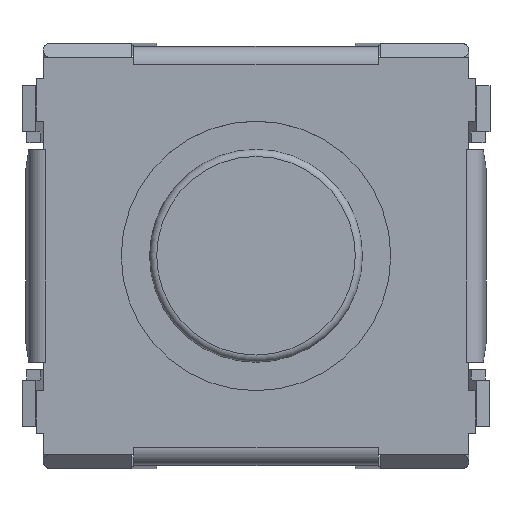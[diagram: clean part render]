
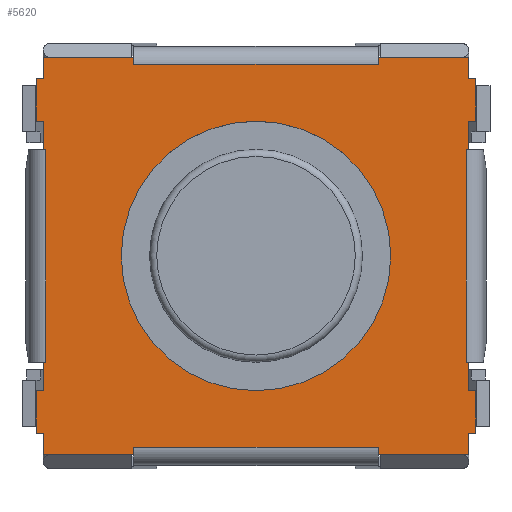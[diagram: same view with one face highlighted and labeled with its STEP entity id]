
A CAD part, top view. The second image highlights one B-rep face of the part: STEP entity #5620.
In plain terms, the highlighted face is planar.
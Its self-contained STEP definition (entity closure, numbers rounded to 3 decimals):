
#400=LINE('',#8554,#1053);
#404=LINE('',#8562,#1057);
#409=LINE('',#8573,#1062);
#413=LINE('',#8581,#1066);
#418=LINE('',#8592,#1071);
#422=LINE('',#8600,#1075);
#427=LINE('',#8609,#1080);
#431=LINE('',#8618,#1084);
#436=LINE('',#8626,#1089);
#440=LINE('',#8635,#1093);
#445=LINE('',#8648,#1098);
#447=LINE('',#8652,#1100);
#455=LINE('',#8675,#1108);
#456=LINE('',#8678,#1109);
#464=LINE('',#8712,#1117);
#465=LINE('',#8716,#1118);
#481=LINE('',#8743,#1134);
#482=LINE('',#8746,#1135);
#485=LINE('',#8751,#1138);
#486=LINE('',#8755,#1139);
#494=LINE('',#8783,#1147);
#495=LINE('',#8787,#1148);
#503=LINE('',#8818,#1156);
#504=LINE('',#8822,#1157);
#507=LINE('',#8827,#1160);
#508=LINE('',#8830,#1161);
#511=LINE('',#8835,#1164);
#512=LINE('',#8838,#1165);
#543=LINE('',#8925,#1196);
#544=LINE('',#8927,#1197);
#577=LINE('',#9015,#1230);
#578=LINE('',#9017,#1231);
#611=LINE('',#9095,#1264);
#612=LINE('',#9097,#1265);
#613=LINE('',#9099,#1266);
#614=LINE('',#9101,#1267);
#1053=VECTOR('',#6951,0.3);
#1057=VECTOR('',#6957,0.4);
#1062=VECTOR('',#6964,0.3);
#1066=VECTOR('',#6970,1.275);
#1071=VECTOR('',#6977,0.3);
#1075=VECTOR('',#6983,0.4);
#1080=VECTOR('',#6990,0.3);
#1084=VECTOR('',#6996,0.4);
#1089=VECTOR('',#7003,1.275);
#1093=VECTOR('',#7009,0.4);
#1098=VECTOR('',#7022,1.275);
#1100=VECTOR('',#7026,1.275);
#1108=VECTOR('',#7046,0.098);
#1109=VECTOR('',#7049,0.098);
#1117=VECTOR('',#7083,0.036);
#1118=VECTOR('',#7088,0.1);
#1134=VECTOR('',#7108,0.1);
#1135=VECTOR('',#7111,0.1);
#1138=VECTOR('',#7116,0.1);
#1139=VECTOR('',#7121,0.036);
#1147=VECTOR('',#7149,0.098);
#1148=VECTOR('',#7154,0.098);
#1156=VECTOR('',#7184,0.036);
#1157=VECTOR('',#7189,0.1);
#1160=VECTOR('',#7194,0.1);
#1161=VECTOR('',#7197,0.1);
#1164=VECTOR('',#7202,0.1);
#1165=VECTOR('',#7205,0.036);
#1196=VECTOR('',#7278,0.6);
#1197=VECTOR('',#7281,0.6);
#1230=VECTOR('',#7352,0.6);
#1231=VECTOR('',#7355,0.6);
#1264=VECTOR('',#7434,3.);
#1265=VECTOR('',#7437,3.45);
#1266=VECTOR('',#7440,3.);
#1267=VECTOR('',#7443,3.45);
#1620=PLANE('',#6069);
#1691=FACE_BOUND('',#2274,.T.);
#1940=FACE_OUTER_BOUND('',#2273,.T.);
#2273=EDGE_LOOP('',(#4980,#4981,#4982,#4983,#4984,#4985,#4986,#4987,#4988,
#4989,#4990,#4991,#4992,#4993,#4994,#4995,#4996,#4997,#4998,#4999,#5000,
#5001,#5002,#5003,#5004,#5005,#5006,#5007,#5008,#5009,#5010,#5011,#5012,
#5013,#5014,#5015));
#2274=EDGE_LOOP('',(#5016));
#2386=CIRCLE('',#5942,1.9);
#2710=VERTEX_POINT('',#8551);
#2711=VERTEX_POINT('',#8553);
#2713=VERTEX_POINT('',#8559);
#2714=VERTEX_POINT('',#8561);
#2718=VERTEX_POINT('',#8570);
#2719=VERTEX_POINT('',#8572);
#2721=VERTEX_POINT('',#8578);
#2722=VERTEX_POINT('',#8580);
#2726=VERTEX_POINT('',#8589);
#2727=VERTEX_POINT('',#8591);
#2729=VERTEX_POINT('',#8597);
#2730=VERTEX_POINT('',#8599);
#2733=VERTEX_POINT('',#8607);
#2736=VERTEX_POINT('',#8615);
#2737=VERTEX_POINT('',#8617);
#2739=VERTEX_POINT('',#8624);
#2742=VERTEX_POINT('',#8632);
#2743=VERTEX_POINT('',#8634);
#2745=VERTEX_POINT('',#8640);
#2747=VERTEX_POINT('',#8646);
#2748=VERTEX_POINT('',#8651);
#2757=VERTEX_POINT('',#8673);
#2758=VERTEX_POINT('',#8677);
#2771=VERTEX_POINT('',#8711);
#2772=VERTEX_POINT('',#8715);
#2781=VERTEX_POINT('',#8741);
#2782=VERTEX_POINT('',#8745);
#2783=VERTEX_POINT('',#8749);
#2784=VERTEX_POINT('',#8753);
#2794=VERTEX_POINT('',#8781);
#2795=VERTEX_POINT('',#8785);
#2807=VERTEX_POINT('',#8817);
#2808=VERTEX_POINT('',#8821);
#2809=VERTEX_POINT('',#8825);
#2810=VERTEX_POINT('',#8829);
#2811=VERTEX_POINT('',#8833);
#2812=VERTEX_POINT('',#8837);
#3352=EDGE_CURVE('',#2711,#2710,#400,.T.);
#3356=EDGE_CURVE('',#2714,#2713,#404,.T.);
#3361=EDGE_CURVE('',#2719,#2718,#409,.T.);
#3365=EDGE_CURVE('',#2722,#2721,#413,.T.);
#3370=EDGE_CURVE('',#2727,#2726,#418,.T.);
#3374=EDGE_CURVE('',#2730,#2729,#422,.T.);
#3379=EDGE_CURVE('',#2721,#2733,#427,.T.);
#3383=EDGE_CURVE('',#2737,#2736,#431,.T.);
#3388=EDGE_CURVE('',#2710,#2739,#436,.T.);
#3392=EDGE_CURVE('',#2743,#2742,#440,.T.);
#3395=EDGE_CURVE('',#2745,#2745,#2386,.T.);
#3399=EDGE_CURVE('',#2726,#2747,#445,.T.);
#3401=EDGE_CURVE('',#2748,#2719,#447,.T.);
#3413=EDGE_CURVE('',#2747,#2757,#455,.T.);
#3414=EDGE_CURVE('',#2758,#2748,#456,.T.);
#3431=EDGE_CURVE('',#2736,#2771,#464,.T.);
#3433=EDGE_CURVE('',#2772,#2737,#465,.T.);
#3449=EDGE_CURVE('',#2718,#2781,#481,.T.);
#3450=EDGE_CURVE('',#2782,#2711,#482,.T.);
#3453=EDGE_CURVE('',#2713,#2783,#485,.T.);
#3455=EDGE_CURVE('',#2784,#2714,#486,.T.);
#3469=EDGE_CURVE('',#2739,#2794,#494,.T.);
#3471=EDGE_CURVE('',#2795,#2722,#495,.T.);
#3486=EDGE_CURVE('',#2742,#2807,#503,.T.);
#3488=EDGE_CURVE('',#2808,#2743,#504,.T.);
#3491=EDGE_CURVE('',#2733,#2809,#507,.T.);
#3492=EDGE_CURVE('',#2810,#2727,#508,.T.);
#3495=EDGE_CURVE('',#2729,#2811,#511,.T.);
#3496=EDGE_CURVE('',#2812,#2730,#512,.T.);
#3537=EDGE_CURVE('',#2781,#2772,#543,.T.);
#3538=EDGE_CURVE('',#2783,#2782,#544,.T.);
#3579=EDGE_CURVE('',#2809,#2808,#577,.T.);
#3580=EDGE_CURVE('',#2811,#2810,#578,.T.);
#3621=EDGE_CURVE('',#2784,#2771,#611,.T.);
#3622=EDGE_CURVE('',#2795,#2794,#612,.T.);
#3623=EDGE_CURVE('',#2812,#2807,#613,.T.);
#3624=EDGE_CURVE('',#2757,#2758,#614,.T.);
#4980=ORIENTED_EDGE('',*,*,#3492,.T.);
#4981=ORIENTED_EDGE('',*,*,#3370,.T.);
#4982=ORIENTED_EDGE('',*,*,#3399,.T.);
#4983=ORIENTED_EDGE('',*,*,#3413,.T.);
#4984=ORIENTED_EDGE('',*,*,#3624,.T.);
#4985=ORIENTED_EDGE('',*,*,#3414,.T.);
#4986=ORIENTED_EDGE('',*,*,#3401,.T.);
#4987=ORIENTED_EDGE('',*,*,#3361,.T.);
#4988=ORIENTED_EDGE('',*,*,#3449,.T.);
#4989=ORIENTED_EDGE('',*,*,#3537,.T.);
#4990=ORIENTED_EDGE('',*,*,#3433,.T.);
#4991=ORIENTED_EDGE('',*,*,#3383,.T.);
#4992=ORIENTED_EDGE('',*,*,#3431,.T.);
#4993=ORIENTED_EDGE('',*,*,#3621,.F.);
#4994=ORIENTED_EDGE('',*,*,#3455,.T.);
#4995=ORIENTED_EDGE('',*,*,#3356,.T.);
#4996=ORIENTED_EDGE('',*,*,#3453,.T.);
#4997=ORIENTED_EDGE('',*,*,#3538,.T.);
#4998=ORIENTED_EDGE('',*,*,#3450,.T.);
#4999=ORIENTED_EDGE('',*,*,#3352,.T.);
#5000=ORIENTED_EDGE('',*,*,#3388,.T.);
#5001=ORIENTED_EDGE('',*,*,#3469,.T.);
#5002=ORIENTED_EDGE('',*,*,#3622,.F.);
#5003=ORIENTED_EDGE('',*,*,#3471,.T.);
#5004=ORIENTED_EDGE('',*,*,#3365,.T.);
#5005=ORIENTED_EDGE('',*,*,#3379,.T.);
#5006=ORIENTED_EDGE('',*,*,#3491,.T.);
#5007=ORIENTED_EDGE('',*,*,#3579,.T.);
#5008=ORIENTED_EDGE('',*,*,#3488,.T.);
#5009=ORIENTED_EDGE('',*,*,#3392,.T.);
#5010=ORIENTED_EDGE('',*,*,#3486,.T.);
#5011=ORIENTED_EDGE('',*,*,#3623,.F.);
#5012=ORIENTED_EDGE('',*,*,#3496,.T.);
#5013=ORIENTED_EDGE('',*,*,#3374,.T.);
#5014=ORIENTED_EDGE('',*,*,#3495,.T.);
#5015=ORIENTED_EDGE('',*,*,#3580,.T.);
#5016=ORIENTED_EDGE('',*,*,#3395,.T.);
#5620=ADVANCED_FACE('',(#1940,#1691),#1620,.T.);
#5942=AXIS2_PLACEMENT_3D('',#8641,#7015,#7016);
#6069=AXIS2_PLACEMENT_3D('',#9100,#7441,#7442);
#6951=DIRECTION('',(0.,0.,-1.));
#6957=DIRECTION('',(0.,0.,-1.));
#6964=DIRECTION('',(0.,0.,-1.));
#6970=DIRECTION('',(-1.,0.,0.));
#6977=DIRECTION('',(0.,0.,1.));
#6983=DIRECTION('',(0.,0.,1.));
#6990=DIRECTION('',(0.,0.,1.));
#6996=DIRECTION('',(0.,0.,-1.));
#7003=DIRECTION('',(-1.,0.,0.));
#7009=DIRECTION('',(0.,0.,1.));
#7015=DIRECTION('center_axis',(0.,-1.,0.));
#7016=DIRECTION('ref_axis',(0.,0.,1.));
#7022=DIRECTION('',(1.,0.,0.));
#7026=DIRECTION('',(1.,0.,0.));
#7046=DIRECTION('',(0.,0.,-1.));
#7049=DIRECTION('',(0.,0.,1.));
#7083=DIRECTION('',(-1.,0.,0.));
#7088=DIRECTION('',(-1.,0.,0.));
#7108=DIRECTION('',(1.,0.,0.));
#7111=DIRECTION('',(-1.,0.,0.));
#7116=DIRECTION('',(1.,0.,0.));
#7121=DIRECTION('',(1.,0.,0.));
#7149=DIRECTION('',(0.,0.,1.));
#7154=DIRECTION('',(0.,0.,-1.));
#7184=DIRECTION('',(1.,0.,0.));
#7189=DIRECTION('',(1.,0.,0.));
#7194=DIRECTION('',(-1.,0.,0.));
#7197=DIRECTION('',(1.,0.,0.));
#7202=DIRECTION('',(-1.,0.,0.));
#7205=DIRECTION('',(-1.,0.,0.));
#7278=DIRECTION('',(0.,0.,-1.));
#7281=DIRECTION('',(0.,0.,-1.));
#7352=DIRECTION('',(0.,0.,1.));
#7355=DIRECTION('',(0.,0.,1.));
#7434=DIRECTION('',(0.,0.,1.));
#7437=DIRECTION('',(1.,0.,0.));
#7440=DIRECTION('',(0.,0.,-1.));
#7441=DIRECTION('center_axis',(0.,1.,0.));
#7442=DIRECTION('ref_axis',(0.,0.,1.));
#7443=DIRECTION('',(1.,0.,0.));
#8551=CARTESIAN_POINT('',(3.,1.8,-2.8));
#8553=CARTESIAN_POINT('',(3.,1.8,-2.5));
#8554=CARTESIAN_POINT('',(3.,1.8,2.8));
#8559=CARTESIAN_POINT('',(3.,1.8,-1.9));
#8561=CARTESIAN_POINT('',(3.,1.8,-1.5));
#8562=CARTESIAN_POINT('',(3.,1.8,2.8));
#8570=CARTESIAN_POINT('',(3.,1.8,2.5));
#8572=CARTESIAN_POINT('',(3.,1.8,2.8));
#8573=CARTESIAN_POINT('',(3.,1.8,2.8));
#8578=CARTESIAN_POINT('',(-3.,1.8,-2.8));
#8580=CARTESIAN_POINT('',(-1.725,1.8,-2.8));
#8581=CARTESIAN_POINT('',(-3.1,1.8,-2.8));
#8589=CARTESIAN_POINT('',(-3.,1.8,2.8));
#8591=CARTESIAN_POINT('',(-3.,1.8,2.5));
#8592=CARTESIAN_POINT('',(-3.,1.8,2.8));
#8597=CARTESIAN_POINT('',(-3.,1.8,1.9));
#8599=CARTESIAN_POINT('',(-3.,1.8,1.5));
#8600=CARTESIAN_POINT('',(-3.,1.8,2.8));
#8607=CARTESIAN_POINT('',(-3.,1.8,-2.5));
#8609=CARTESIAN_POINT('',(-3.,1.8,2.8));
#8615=CARTESIAN_POINT('',(3.,1.8,1.5));
#8617=CARTESIAN_POINT('',(3.,1.8,1.9));
#8618=CARTESIAN_POINT('',(3.,1.8,2.8));
#8624=CARTESIAN_POINT('',(1.725,1.8,-2.8));
#8626=CARTESIAN_POINT('',(-3.1,1.8,-2.8));
#8632=CARTESIAN_POINT('',(-3.,1.8,-1.5));
#8634=CARTESIAN_POINT('',(-3.,1.8,-1.9));
#8635=CARTESIAN_POINT('',(-3.,1.8,2.8));
#8640=CARTESIAN_POINT('',(0.,1.8,1.9));
#8641=CARTESIAN_POINT('Origin',(0.,1.8,0.));
#8646=CARTESIAN_POINT('',(-1.725,1.8,2.8));
#8648=CARTESIAN_POINT('',(-3.1,1.8,2.8));
#8651=CARTESIAN_POINT('',(1.725,1.8,2.8));
#8652=CARTESIAN_POINT('',(-3.1,1.8,2.8));
#8673=CARTESIAN_POINT('',(-1.725,1.8,2.702));
#8675=CARTESIAN_POINT('',(-1.725,1.8,2.8));
#8677=CARTESIAN_POINT('',(1.725,1.8,2.702));
#8678=CARTESIAN_POINT('',(1.725,1.8,2.8));
#8711=CARTESIAN_POINT('',(2.964,1.8,1.5));
#8712=CARTESIAN_POINT('',(-3.1,1.8,1.5));
#8715=CARTESIAN_POINT('',(3.1,1.8,1.9));
#8716=CARTESIAN_POINT('',(-3.1,1.8,1.9));
#8741=CARTESIAN_POINT('',(3.1,1.8,2.5));
#8743=CARTESIAN_POINT('',(-3.1,1.8,2.5));
#8745=CARTESIAN_POINT('',(3.1,1.8,-2.5));
#8746=CARTESIAN_POINT('',(-3.1,1.8,-2.5));
#8749=CARTESIAN_POINT('',(3.1,1.8,-1.9));
#8751=CARTESIAN_POINT('',(-3.1,1.8,-1.9));
#8753=CARTESIAN_POINT('',(2.964,1.8,-1.5));
#8755=CARTESIAN_POINT('',(-3.1,1.8,-1.5));
#8781=CARTESIAN_POINT('',(1.725,1.8,-2.702));
#8783=CARTESIAN_POINT('',(1.725,1.8,2.8));
#8785=CARTESIAN_POINT('',(-1.725,1.8,-2.702));
#8787=CARTESIAN_POINT('',(-1.725,1.8,2.8));
#8817=CARTESIAN_POINT('',(-2.964,1.8,-1.5));
#8818=CARTESIAN_POINT('',(-3.1,1.8,-1.5));
#8821=CARTESIAN_POINT('',(-3.1,1.8,-1.9));
#8822=CARTESIAN_POINT('',(-3.1,1.8,-1.9));
#8825=CARTESIAN_POINT('',(-3.1,1.8,-2.5));
#8827=CARTESIAN_POINT('',(-3.1,1.8,-2.5));
#8829=CARTESIAN_POINT('',(-3.1,1.8,2.5));
#8830=CARTESIAN_POINT('',(-3.1,1.8,2.5));
#8833=CARTESIAN_POINT('',(-3.1,1.8,1.9));
#8835=CARTESIAN_POINT('',(-3.1,1.8,1.9));
#8837=CARTESIAN_POINT('',(-2.964,1.8,1.5));
#8838=CARTESIAN_POINT('',(-3.1,1.8,1.5));
#8925=CARTESIAN_POINT('',(3.1,1.8,2.8));
#8927=CARTESIAN_POINT('',(3.1,1.8,2.8));
#9015=CARTESIAN_POINT('',(-3.1,1.8,2.8));
#9017=CARTESIAN_POINT('',(-3.1,1.8,2.8));
#9095=CARTESIAN_POINT('',(2.964,1.8,-1.827));
#9097=CARTESIAN_POINT('',(2.075,1.8,-2.702));
#9099=CARTESIAN_POINT('',(-2.964,1.8,-1.827));
#9100=CARTESIAN_POINT('Origin',(-3.1,1.8,2.8));
#9101=CARTESIAN_POINT('',(-3.1,1.8,2.702));
